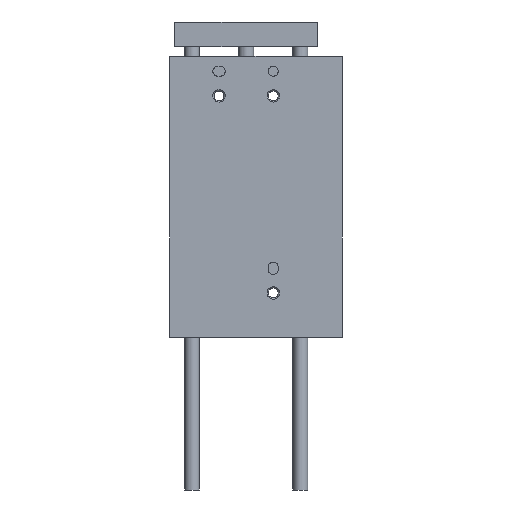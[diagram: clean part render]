
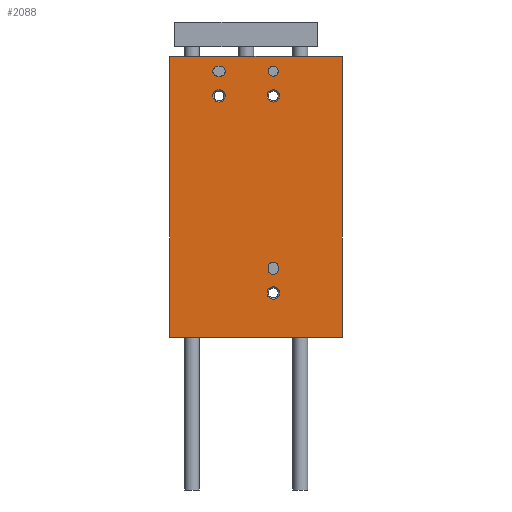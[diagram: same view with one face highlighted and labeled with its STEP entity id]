
A CAD part, front view. The second image highlights one B-rep face of the part: STEP entity #2088.
In plain terms, the highlighted planar face has unit normal (0, -1, 0).
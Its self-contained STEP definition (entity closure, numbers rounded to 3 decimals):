
#81=PLANE('',#2285);
#157=CIRCLE('',#2286,1.);
#158=CIRCLE('',#2287,1.);
#159=CIRCLE('',#2288,1.);
#160=CIRCLE('',#2289,1.);
#161=CIRCLE('',#2290,1.25);
#162=CIRCLE('',#2291,1.25);
#163=CIRCLE('',#2292,1.25);
#164=CIRCLE('',#2293,1.);
#293=ORIENTED_EDGE('',*,*,#830,.F.);
#294=ORIENTED_EDGE('',*,*,#831,.F.);
#295=ORIENTED_EDGE('',*,*,#832,.F.);
#296=ORIENTED_EDGE('',*,*,#833,.F.);
#297=ORIENTED_EDGE('',*,*,#834,.F.);
#298=ORIENTED_EDGE('',*,*,#835,.F.);
#299=ORIENTED_EDGE('',*,*,#836,.F.);
#300=ORIENTED_EDGE('',*,*,#837,.F.);
#301=ORIENTED_EDGE('',*,*,#838,.T.);
#302=ORIENTED_EDGE('',*,*,#839,.T.);
#303=ORIENTED_EDGE('',*,*,#840,.T.);
#304=ORIENTED_EDGE('',*,*,#841,.T.);
#305=ORIENTED_EDGE('',*,*,#842,.T.);
#306=ORIENTED_EDGE('',*,*,#843,.F.);
#307=ORIENTED_EDGE('',*,*,#844,.F.);
#308=ORIENTED_EDGE('',*,*,#828,.T.);
#828=EDGE_CURVE('',#1096,#1095,#1295,.T.);
#830=EDGE_CURVE('',#1097,#1098,#157,.T.);
#831=EDGE_CURVE('',#1099,#1097,#1297,.T.);
#832=EDGE_CURVE('',#1100,#1099,#158,.T.);
#833=EDGE_CURVE('',#1098,#1100,#1298,.T.);
#834=EDGE_CURVE('',#1101,#1102,#159,.T.);
#835=EDGE_CURVE('',#1103,#1101,#1299,.T.);
#836=EDGE_CURVE('',#1104,#1103,#160,.T.);
#837=EDGE_CURVE('',#1102,#1104,#1300,.T.);
#838=EDGE_CURVE('',#1105,#1105,#161,.T.);
#839=EDGE_CURVE('',#1106,#1106,#162,.T.);
#840=EDGE_CURVE('',#1107,#1107,#163,.T.);
#841=EDGE_CURVE('',#1108,#1108,#164,.T.);
#842=EDGE_CURVE('',#1095,#1109,#1301,.T.);
#843=EDGE_CURVE('',#1110,#1109,#1302,.T.);
#844=EDGE_CURVE('',#1096,#1110,#1303,.T.);
#1095=VERTEX_POINT('',#3264);
#1096=VERTEX_POINT('',#3266);
#1097=VERTEX_POINT('',#3270);
#1098=VERTEX_POINT('',#3271);
#1099=VERTEX_POINT('',#3273);
#1100=VERTEX_POINT('',#3275);
#1101=VERTEX_POINT('',#3278);
#1102=VERTEX_POINT('',#3279);
#1103=VERTEX_POINT('',#3281);
#1104=VERTEX_POINT('',#3283);
#1105=VERTEX_POINT('',#3286);
#1106=VERTEX_POINT('',#3288);
#1107=VERTEX_POINT('',#3290);
#1108=VERTEX_POINT('',#3292);
#1109=VERTEX_POINT('',#3294);
#1110=VERTEX_POINT('',#3296);
#1295=LINE('',#3265,#1445);
#1297=LINE('',#3272,#1447);
#1298=LINE('',#3276,#1448);
#1299=LINE('',#3280,#1449);
#1300=LINE('',#3284,#1450);
#1301=LINE('',#3293,#1451);
#1302=LINE('',#3295,#1452);
#1303=LINE('',#3297,#1453);
#1445=VECTOR('',#2567,1000.);
#1447=VECTOR('',#2573,1000.);
#1448=VECTOR('',#2576,1000.);
#1449=VECTOR('',#2579,1000.);
#1450=VECTOR('',#2582,1000.);
#1451=VECTOR('',#2591,1000.);
#1452=VECTOR('',#2592,1000.);
#1453=VECTOR('',#2593,1000.);
#1589=EDGE_LOOP('',(#293,#294,#295,#296));
#1590=EDGE_LOOP('',(#297,#298,#299,#300));
#1591=EDGE_LOOP('',(#301));
#1592=EDGE_LOOP('',(#302));
#1593=EDGE_LOOP('',(#303));
#1594=EDGE_LOOP('',(#304));
#1595=EDGE_LOOP('',(#305,#306,#307,#308));
#1813=FACE_BOUND('',#1589,.T.);
#1814=FACE_BOUND('',#1590,.T.);
#1815=FACE_BOUND('',#1591,.T.);
#1816=FACE_BOUND('',#1592,.T.);
#1817=FACE_BOUND('',#1593,.T.);
#1818=FACE_BOUND('',#1594,.T.);
#1819=FACE_BOUND('',#1595,.T.);
#2088=ADVANCED_FACE('',(#1813,#1814,#1815,#1816,#1817,#1818,#1819),#81,
 .F.);
#2285=AXIS2_PLACEMENT_3D('',#3268,#2569,#2570);
#2286=AXIS2_PLACEMENT_3D('',#3269,#2571,#2572);
#2287=AXIS2_PLACEMENT_3D('',#3274,#2574,#2575);
#2288=AXIS2_PLACEMENT_3D('',#3277,#2577,#2578);
#2289=AXIS2_PLACEMENT_3D('',#3282,#2580,#2581);
#2290=AXIS2_PLACEMENT_3D('',#3285,#2583,#2584);
#2291=AXIS2_PLACEMENT_3D('',#3287,#2585,#2586);
#2292=AXIS2_PLACEMENT_3D('',#3289,#2587,#2588);
#2293=AXIS2_PLACEMENT_3D('',#3291,#2589,#2590);
#2567=DIRECTION('',(0.,0.,-1.));
#2569=DIRECTION('',(0.,1.,0.));
#2570=DIRECTION('',(0.,0.,1.));
#2571=DIRECTION('',(0.,-1.,0.));
#2572=DIRECTION('',(0.,0.,-1.));
#2573=DIRECTION('',(0.,0.,1.));
#2574=DIRECTION('',(0.,-1.,0.));
#2575=DIRECTION('',(0.,0.,-1.));
#2576=DIRECTION('',(0.,0.,-1.));
#2577=DIRECTION('',(0.,-1.,0.));
#2578=DIRECTION('',(0.,0.,-1.));
#2579=DIRECTION('',(-1.,0.,0.));
#2580=DIRECTION('',(0.,-1.,0.));
#2581=DIRECTION('',(0.,0.,-1.));
#2582=DIRECTION('',(1.,0.,0.));
#2583=DIRECTION('',(0.,1.,0.));
#2584=DIRECTION('',(0.,0.,1.));
#2585=DIRECTION('',(0.,1.,0.));
#2586=DIRECTION('',(0.,0.,1.));
#2587=DIRECTION('',(0.,1.,0.));
#2588=DIRECTION('',(0.,0.,1.));
#2589=DIRECTION('',(0.,1.,0.));
#2590=DIRECTION('',(0.,0.,1.));
#2591=DIRECTION('',(1.,0.,0.));
#2592=DIRECTION('',(0.,0.,-1.));
#2593=DIRECTION('',(1.,0.,0.));
#3264=CARTESIAN_POINT('',(-15.5,0.,0.));
#3265=CARTESIAN_POINT('',(-15.5,0.,57.));
#3266=CARTESIAN_POINT('',(-15.5,0.,57.));
#3268=CARTESIAN_POINT('',(-15.5,0.,57.));
#3269=CARTESIAN_POINT('',(5.5,0.,14.25));
#3270=CARTESIAN_POINT('',(6.5,0.,14.25));
#3271=CARTESIAN_POINT('',(4.5,0.,14.25));
#3272=CARTESIAN_POINT('',(6.5,0.,13.75));
#3273=CARTESIAN_POINT('',(6.5,0.,13.75));
#3274=CARTESIAN_POINT('',(5.5,0.,13.75));
#3275=CARTESIAN_POINT('',(4.5,0.,13.75));
#3276=CARTESIAN_POINT('',(4.5,0.,14.25));
#3277=CARTESIAN_POINT('',(-5.75,0.,54.));
#3278=CARTESIAN_POINT('',(-5.75,0.,55.));
#3279=CARTESIAN_POINT('',(-5.75,0.,53.));
#3280=CARTESIAN_POINT('',(-5.25,0.,55.));
#3281=CARTESIAN_POINT('',(-5.25,0.,55.));
#3282=CARTESIAN_POINT('',(-5.25,0.,54.));
#3283=CARTESIAN_POINT('',(-5.25,0.,53.));
#3284=CARTESIAN_POINT('',(-5.75,0.,53.));
#3285=CARTESIAN_POINT('',(-5.5,0.,49.));
#3286=CARTESIAN_POINT('',(-5.5,0.,50.25));
#3287=CARTESIAN_POINT('',(5.5,0.,9.));
#3288=CARTESIAN_POINT('',(5.5,0.,10.25));
#3289=CARTESIAN_POINT('',(5.5,0.,49.));
#3290=CARTESIAN_POINT('',(5.5,0.,50.25));
#3291=CARTESIAN_POINT('',(5.5,0.,54.));
#3292=CARTESIAN_POINT('',(5.5,0.,55.));
#3293=CARTESIAN_POINT('',(-15.5,0.,0.));
#3294=CARTESIAN_POINT('',(19.5,0.,0.));
#3295=CARTESIAN_POINT('',(19.5,0.,57.));
#3296=CARTESIAN_POINT('',(19.5,0.,57.));
#3297=CARTESIAN_POINT('',(-15.5,0.,57.));
